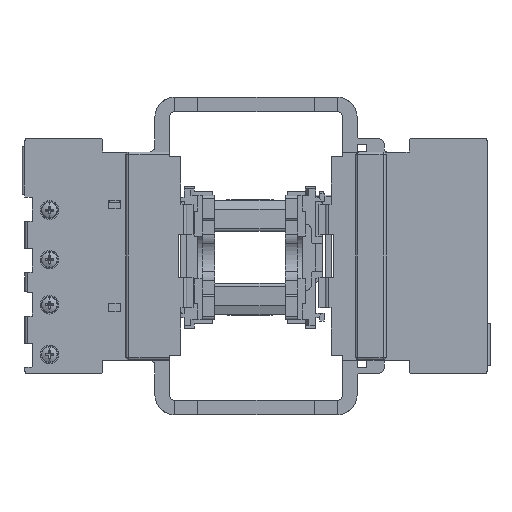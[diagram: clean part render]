
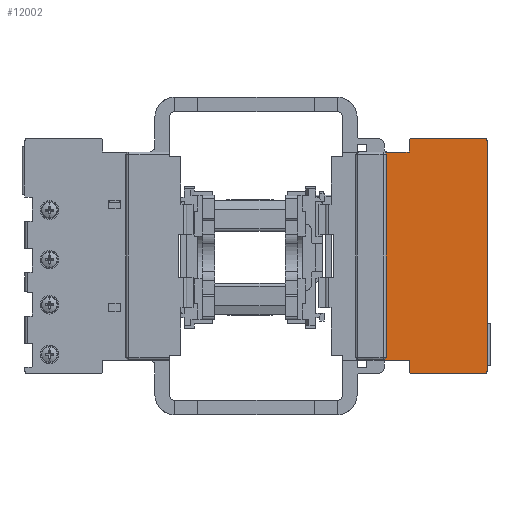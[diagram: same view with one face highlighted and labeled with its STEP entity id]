
A CAD part, front view. The second image highlights one B-rep face of the part: STEP entity #12002.
In plain terms, the highlighted planar face has unit normal (0, -1, 0).
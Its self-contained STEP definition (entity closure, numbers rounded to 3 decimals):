
#65 = DIRECTION ( 'NONE',  ( 1., 0., 0. ) ) ;
#66 = EDGE_CURVE ( 'NONE', #31723, #19753, #32920, .T. ) ;
#483 = VECTOR ( 'NONE', #11755, 1000. ) ;
#658 = DIRECTION ( 'NONE',  ( 0., 0., -1. ) ) ;
#870 = DIRECTION ( 'NONE',  ( 0., 0., -1. ) ) ;
#937 = VECTOR ( 'NONE', #65, 1000. ) ;
#1600 = VERTEX_POINT ( 'NONE', #20666 ) ;
#2886 = CARTESIAN_POINT ( 'NONE',  ( 80., 13.6, 39.8 ) ) ;
#3025 = VERTEX_POINT ( 'NONE', #9052 ) ;
#3284 = CARTESIAN_POINT ( 'NONE',  ( 44., 13.6, 35. ) ) ;
#3374 = LINE ( 'NONE', #6229, #22025 ) ;
#3512 = VERTEX_POINT ( 'NONE', #11291 ) ;
#3732 = VERTEX_POINT ( 'NONE', #15147 ) ;
#3918 = LINE ( 'NONE', #18994, #5940 ) ;
#4175 = DIRECTION ( 'NONE',  ( 0., 1., 0. ) ) ;
#4360 = ORIENTED_EDGE ( 'NONE', *, *, #22668, .F. ) ;
#4391 = VERTEX_POINT ( 'NONE', #25131 ) ;
#4403 = CARTESIAN_POINT ( 'NONE',  ( 44., 13.6, -35. ) ) ;
#4582 = CARTESIAN_POINT ( 'NONE',  ( 79., 13.6, 39.8 ) ) ;
#4703 = CARTESIAN_POINT ( 'NONE',  ( 80., 13.6, -23.4 ) ) ;
#5087 = EDGE_CURVE ( 'NONE', #4391, #17046, #24883, .T. ) ;
#5099 = AXIS2_PLACEMENT_3D ( 'NONE', #23455, #15767, #20850 ) ;
#5251 = EDGE_CURVE ( 'NONE', #3732, #29161, #10312, .T. ) ;
#5282 = LINE ( 'NONE', #21613, #17420 ) ;
#5449 = CARTESIAN_POINT ( 'NONE',  ( 54., 13.6, -39.8 ) ) ;
#5789 = AXIS2_PLACEMENT_3D ( 'NONE', #31970, #29347, #8741 ) ;
#5940 = VECTOR ( 'NONE', #11442, 1000. ) ;
#6229 = CARTESIAN_POINT ( 'NONE',  ( 80., 13.6, 36. ) ) ;
#6857 = AXIS2_PLACEMENT_3D ( 'NONE', #4582, #30519, #15027 ) ;
#7358 = LINE ( 'NONE', #13929, #22318 ) ;
#7406 = LINE ( 'NONE', #19406, #483 ) ;
#8020 = EDGE_CURVE ( 'NONE', #31194, #16061, #5282, .T. ) ;
#8026 = AXIS2_PLACEMENT_3D ( 'NONE', #4403, #4175, #25221 ) ;
#8283 = DIRECTION ( 'NONE',  ( 0., 0., 1. ) ) ;
#8741 = DIRECTION ( 'NONE',  ( -1., 0., 0. ) ) ;
#8919 = ORIENTED_EDGE ( 'NONE', *, *, #31294, .T. ) ;
#9052 = CARTESIAN_POINT ( 'NONE',  ( 53., 13.6, 36. ) ) ;
#9129 = EDGE_CURVE ( 'NONE', #29161, #31194, #12536, .T. ) ;
#9399 = ORIENTED_EDGE ( 'NONE', *, *, #19223, .T. ) ;
#10312 = LINE ( 'NONE', #16191, #20832 ) ;
#10401 = EDGE_CURVE ( 'NONE', #15335, #17046, #12445, .T. ) ;
#11015 = VERTEX_POINT ( 'NONE', #32485 ) ;
#11223 = DIRECTION ( 'NONE',  ( 0., 1., 0. ) ) ;
#11291 = CARTESIAN_POINT ( 'NONE',  ( 79., 13.6, 40.8 ) ) ;
#11406 = FACE_OUTER_BOUND ( 'NONE', #28170, .T. ) ;
#11442 = DIRECTION ( 'NONE',  ( 0., 0., 1. ) ) ;
#11513 = ORIENTED_EDGE ( 'NONE', *, *, #32906, .T. ) ;
#11644 = DIRECTION ( 'NONE',  ( 0., 1., 0. ) ) ;
#11755 = DIRECTION ( 'NONE',  ( 1., 0., 0. ) ) ;
#12002 = ADVANCED_FACE ( 'NONE', ( #11406 ), #18966, .F. ) ;
#12087 = EDGE_CURVE ( 'NONE', #11015, #3025, #7358, .T. ) ;
#12445 = LINE ( 'NONE', #16398, #18882 ) ;
#12536 = CIRCLE ( 'NONE', #8026, 1. ) ;
#12600 = VERTEX_POINT ( 'NONE', #22047 ) ;
#12615 = CIRCLE ( 'NONE', #18660, 1. ) ;
#13003 = DIRECTION ( 'NONE',  ( 0., 0., -1. ) ) ;
#13190 = DIRECTION ( 'NONE',  ( -1., 0., 0. ) ) ;
#13195 = CARTESIAN_POINT ( 'NONE',  ( 45., 13.6, -35. ) ) ;
#13223 = CARTESIAN_POINT ( 'NONE',  ( 79., 13.6, -40.8 ) ) ;
#13266 = CARTESIAN_POINT ( 'NONE',  ( 53., 13.6, 40.8 ) ) ;
#13283 = ORIENTED_EDGE ( 'NONE', *, *, #12087, .F. ) ;
#13556 = LINE ( 'NONE', #13266, #937 ) ;
#13580 = ORIENTED_EDGE ( 'NONE', *, *, #66, .T. ) ;
#13630 = CARTESIAN_POINT ( 'NONE',  ( 53., 13.6, -36. ) ) ;
#13929 = CARTESIAN_POINT ( 'NONE',  ( 45., 13.6, 36. ) ) ;
#14188 = DIRECTION ( 'NONE',  ( 1., 0., 0. ) ) ;
#14315 = EDGE_CURVE ( 'NONE', #15335, #3512, #21344, .T. ) ;
#14446 = EDGE_CURVE ( 'NONE', #12600, #26456, #33510, .T. ) ;
#15027 = DIRECTION ( 'NONE',  ( -1., 0., 0. ) ) ;
#15147 = CARTESIAN_POINT ( 'NONE',  ( 45., 13.6, 35. ) ) ;
#15335 = VERTEX_POINT ( 'NONE', #2886 ) ;
#15432 = CARTESIAN_POINT ( 'NONE',  ( 44., 13.6, -36. ) ) ;
#15767 = DIRECTION ( 'NONE',  ( 0., -1., 0. ) ) ;
#16061 = VERTEX_POINT ( 'NONE', #13630 ) ;
#16191 = CARTESIAN_POINT ( 'NONE',  ( 45., 13.6, 36. ) ) ;
#16194 = EDGE_CURVE ( 'NONE', #4391, #19753, #3374, .T. ) ;
#16372 = CARTESIAN_POINT ( 'NONE',  ( 45., 13.6, 36. ) ) ;
#16398 = CARTESIAN_POINT ( 'NONE',  ( 80., 13.6, 36. ) ) ;
#17046 = VERTEX_POINT ( 'NONE', #4703 ) ;
#17143 = CARTESIAN_POINT ( 'NONE',  ( 53., 13.6, -39.8 ) ) ;
#17420 = VECTOR ( 'NONE', #14188, 1000. ) ;
#18110 = ORIENTED_EDGE ( 'NONE', *, *, #5251, .T. ) ;
#18433 = EDGE_CURVE ( 'NONE', #12600, #3512, #13556, .T. ) ;
#18503 = ORIENTED_EDGE ( 'NONE', *, *, #18433, .F. ) ;
#18660 = AXIS2_PLACEMENT_3D ( 'NONE', #5449, #28531, #13190 ) ;
#18882 = VECTOR ( 'NONE', #870, 1000. ) ;
#18966 = PLANE ( 'NONE',  #21777 ) ;
#18994 = CARTESIAN_POINT ( 'NONE',  ( 53., 13.6, -40.8 ) ) ;
#19045 = ORIENTED_EDGE ( 'NONE', *, *, #10401, .F. ) ;
#19223 = EDGE_CURVE ( 'NONE', #1600, #31723, #7406, .T. ) ;
#19300 = DIRECTION ( 'NONE',  ( -1., 0., 0. ) ) ;
#19406 = CARTESIAN_POINT ( 'NONE',  ( 53., 13.6, -40.8 ) ) ;
#19442 = CIRCLE ( 'NONE', #22135, 1. ) ;
#19676 = CARTESIAN_POINT ( 'NONE',  ( 53., 13.6, 39.8 ) ) ;
#19753 = VERTEX_POINT ( 'NONE', #21978 ) ;
#19992 = CARTESIAN_POINT ( 'NONE',  ( 80., 13.6, -23.4 ) ) ;
#20666 = CARTESIAN_POINT ( 'NONE',  ( 54., 13.6, -40.8 ) ) ;
#20832 = VECTOR ( 'NONE', #658, 1000. ) ;
#20850 = DIRECTION ( 'NONE',  ( -1., 0., 0. ) ) ;
#21344 = CIRCLE ( 'NONE', #6857, 1. ) ;
#21613 = CARTESIAN_POINT ( 'NONE',  ( 45., 13.6, -36. ) ) ;
#21735 = ORIENTED_EDGE ( 'NONE', *, *, #8020, .T. ) ;
#21777 = AXIS2_PLACEMENT_3D ( 'NONE', #16372, #11644, #19300 ) ;
#21978 = CARTESIAN_POINT ( 'NONE',  ( 80., 13.6, -39.8 ) ) ;
#22025 = VECTOR ( 'NONE', #29444, 1000. ) ;
#22047 = CARTESIAN_POINT ( 'NONE',  ( 54., 13.6, 40.8 ) ) ;
#22135 = AXIS2_PLACEMENT_3D ( 'NONE', #3284, #11223, #24348 ) ;
#22318 = VECTOR ( 'NONE', #29641, 1000. ) ;
#22668 = EDGE_CURVE ( 'NONE', #32734, #16061, #3918, .T. ) ;
#23050 = VECTOR ( 'NONE', #13003, 1000. ) ;
#23455 = CARTESIAN_POINT ( 'NONE',  ( 54., 13.6, 39.8 ) ) ;
#23505 = ORIENTED_EDGE ( 'NONE', *, *, #9129, .T. ) ;
#24348 = DIRECTION ( 'NONE',  ( -1., 0., 0. ) ) ;
#24883 = LINE ( 'NONE', #19992, #30979 ) ;
#25131 = CARTESIAN_POINT ( 'NONE',  ( 80., 13.6, -38. ) ) ;
#25221 = DIRECTION ( 'NONE',  ( -1., 0., 0. ) ) ;
#26456 = VERTEX_POINT ( 'NONE', #19676 ) ;
#26843 = ORIENTED_EDGE ( 'NONE', *, *, #5087, .T. ) ;
#26912 = ORIENTED_EDGE ( 'NONE', *, *, #31406, .T. ) ;
#27082 = LINE ( 'NONE', #28675, #23050 ) ;
#28170 = EDGE_LOOP ( 'NONE', ( #18503, #29479, #11513, #13283, #26912, #18110, #23505, #21735, #4360, #8919, #9399, #13580, #30336, #26843, #19045, #28822 ) ) ;
#28531 = DIRECTION ( 'NONE',  ( 0., -1., 0. ) ) ;
#28675 = CARTESIAN_POINT ( 'NONE',  ( 53., 13.6, 40.8 ) ) ;
#28822 = ORIENTED_EDGE ( 'NONE', *, *, #14315, .T. ) ;
#29161 = VERTEX_POINT ( 'NONE', #13195 ) ;
#29347 = DIRECTION ( 'NONE',  ( 0., -1., 0. ) ) ;
#29444 = DIRECTION ( 'NONE',  ( 0., 0., -1. ) ) ;
#29479 = ORIENTED_EDGE ( 'NONE', *, *, #14446, .T. ) ;
#29641 = DIRECTION ( 'NONE',  ( 1., 0., 0. ) ) ;
#30336 = ORIENTED_EDGE ( 'NONE', *, *, #16194, .F. ) ;
#30519 = DIRECTION ( 'NONE',  ( 0., -1., 0. ) ) ;
#30979 = VECTOR ( 'NONE', #8283, 1000. ) ;
#31194 = VERTEX_POINT ( 'NONE', #15432 ) ;
#31294 = EDGE_CURVE ( 'NONE', #32734, #1600, #12615, .T. ) ;
#31406 = EDGE_CURVE ( 'NONE', #11015, #3732, #19442, .T. ) ;
#31723 = VERTEX_POINT ( 'NONE', #13223 ) ;
#31970 = CARTESIAN_POINT ( 'NONE',  ( 79., 13.6, -39.8 ) ) ;
#32485 = CARTESIAN_POINT ( 'NONE',  ( 44., 13.6, 36. ) ) ;
#32734 = VERTEX_POINT ( 'NONE', #17143 ) ;
#32906 = EDGE_CURVE ( 'NONE', #26456, #3025, #27082, .T. ) ;
#32920 = CIRCLE ( 'NONE', #5789, 1. ) ;
#33510 = CIRCLE ( 'NONE', #5099, 1. ) ;
